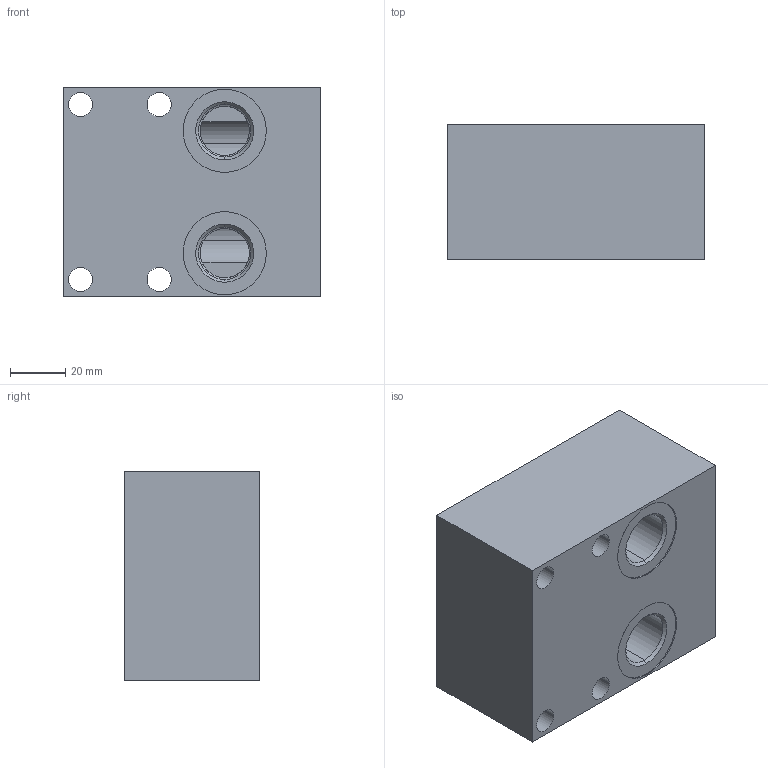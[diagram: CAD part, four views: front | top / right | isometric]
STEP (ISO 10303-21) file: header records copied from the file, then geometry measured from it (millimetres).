
FILE_DESCRIPTION((''),'2;1');
FILE_NAME('YTV_ASM','2020-05-15T',('ProEService'),(''),'PRO/ENGINEER BY PARAMETRIC TECHNOLOGY CORPORATION, 2014200','PRO/ENGINEER BY PARAMETRIC TECHNOLOGY CORPORATION, 2014200','');
FILE_SCHEMA(('CONFIG_CONTROL_DESIGN'));
Length unit declared in the file: inch
Products named in the file (2): 150-770-003; YTV_ASM
Assembly tree (1 placements, depth 2):
  YTV_ASM
    150-770-003
Bounding box: 93.68 x 49.23 x 76.2 mm (x, y, z)
Volume: 280653.8 mm3; surface area: 47627.1 mm2
Topology: 1 solids, 1 shells, 100 faces, 411 edges, 395 vertices
Faces by surface type: cylinder 52, cone 32, plane 16
Entity records: 4833 total; most frequent: CARTESIAN_POINT 1503, DIRECTION 699, ORIENTED_EDGE 480, VECTOR 267, LINE 267, EDGE_CURVE 240, AXIS2_PLACEMENT_3D 216, TRIMMED_CURVE 167
